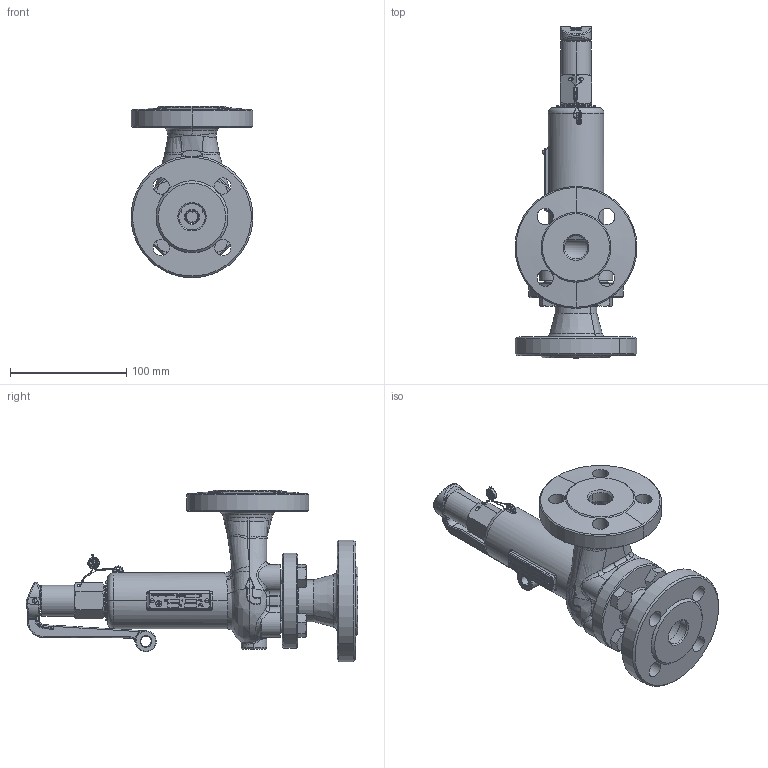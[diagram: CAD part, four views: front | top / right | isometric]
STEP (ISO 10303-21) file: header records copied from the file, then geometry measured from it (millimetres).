
FILE_DESCRIPTION (( 'STEP AP203' ), '1' );
FILE_NAME ('Typ 3 BG I.STEP', '2017-12-14T12:43:12', ( '' ), ( '' ), 'SwSTEP 2.0', 'SolidWorks 2016', '' );
FILE_SCHEMA (( 'CONFIG_CONTROL_DESIGN' ));
Length unit declared in the file: millimetre
Products named in the file (1): Typ 3 BG I
Bounding box: 105 x 285.7 x 147.3 mm (x, y, z)
Volume: 488587.9 mm3; surface area: 163218.1 mm2
Topology: 54 solids, 54 shells, 1670 faces, 4133 edges, 2579 vertices
Faces by surface type: bspline 612, plane 519, cylinder 301, torus 136, cone 94, sphere 8
Entity records: 79006 total; most frequent: CARTESIAN_POINT 44178, ORIENTED_EDGE 8226, DIRECTION 5574, EDGE_CURVE 4113, VERTEX_POINT 2579, AXIS2_PLACEMENT_3D 1998, EDGE_LOOP 1782, ADVANCED_FACE 1670
